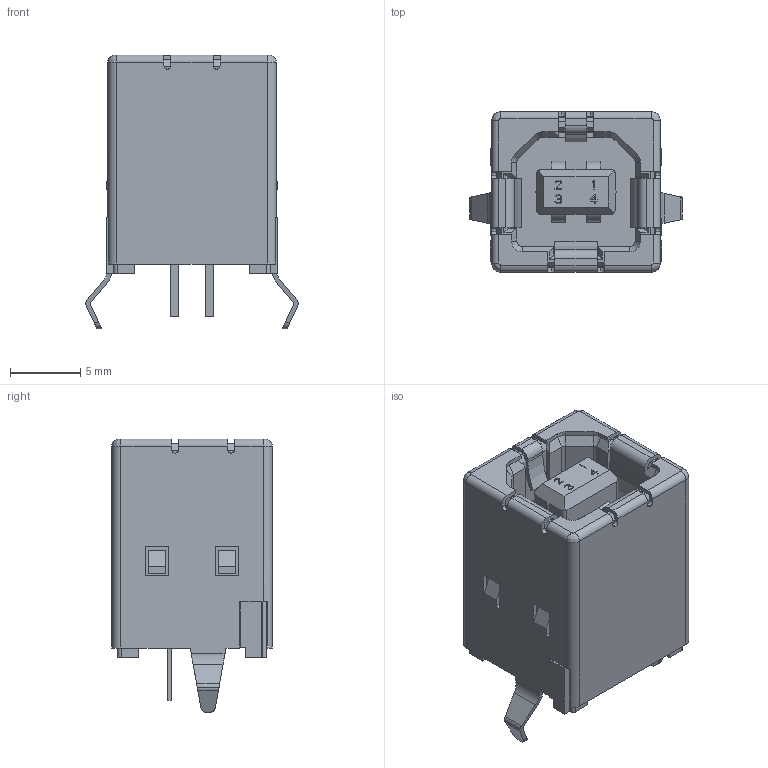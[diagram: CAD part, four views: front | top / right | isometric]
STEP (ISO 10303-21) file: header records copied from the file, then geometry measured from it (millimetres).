
FILE_DESCRIPTION(('STEP AP214'),'1');
FILE_NAME('1076666_5787834-1.stp','2017-06-06T09:39:43',('TraceParts'),('TraceParts S.A.'),'Spatial InterOp 3D',' ',' ');
FILE_SCHEMA(('automotive_design'));
Length unit declared in the file: millimetre
Products named in the file (1): 1076666_5787834-1
Bounding box: 15.15 x 11.46 x 19.54 mm (x, y, z)
Volume: 1282.8 mm3; surface area: 3167.8 mm2
Topology: 1 solids, 1 shells, 497 faces, 1426 edges, 924 vertices
Faces by surface type: plane 385, cylinder 102, cone 6, bspline 4
Entity records: 16245 total; most frequent: CARTESIAN_POINT 3152, ORIENTED_EDGE 2852, DIRECTION 2532, EDGE_CURVE 1426, LINE 1204, VECTOR 1204, VERTEX_POINT 924, AXIS2_PLACEMENT_3D 664
